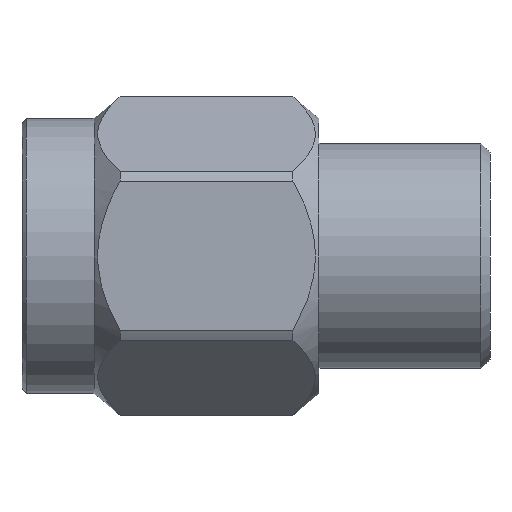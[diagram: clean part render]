
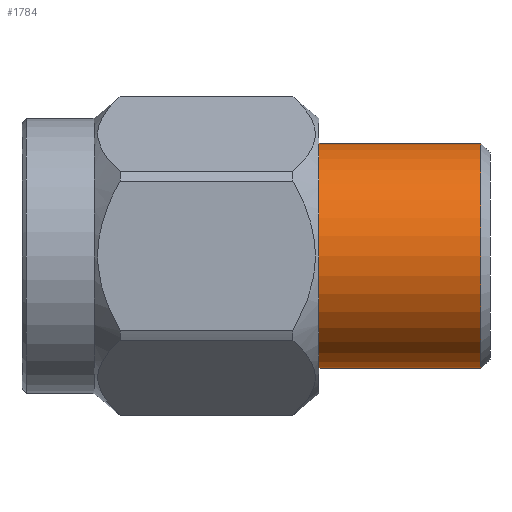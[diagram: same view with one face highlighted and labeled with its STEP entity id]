
A CAD part, front view. The second image highlights one B-rep face of the part: STEP entity #1784.
In plain terms, the highlighted cylindrical face has radius 3.175 mm (diameter 6.35 mm), a full revolution.
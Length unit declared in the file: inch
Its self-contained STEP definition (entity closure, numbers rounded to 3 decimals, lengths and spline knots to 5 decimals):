
#107 = AXIS2_PLACEMENT_3D ( 'NONE', #157, #1143, #2339 ) ;
#157 = CARTESIAN_POINT ( 'NONE',  ( 0.51, 0., 0. ) ) ;
#193 = AXIS2_PLACEMENT_3D ( 'NONE', #992, #1163, #1396 ) ;
#380 = FACE_OUTER_BOUND ( 'NONE', #1248, .T. ) ;
#654 = CARTESIAN_POINT ( 'NONE',  ( 0.51, 0., -0.125 ) ) ;
#688 = EDGE_CURVE ( 'NONE', #1744, #1744, #2080, .T. ) ;
#762 = CARTESIAN_POINT ( 'NONE',  ( 0.33, 0., 0. ) ) ;
#766 = CIRCLE ( 'NONE', #107, 0.125 ) ;
#770 = CARTESIAN_POINT ( 'NONE',  ( 0.33, 0., -0.125 ) ) ;
#982 = CYLINDRICAL_SURFACE ( 'NONE', #193, 0.125 ) ;
#992 = CARTESIAN_POINT ( 'NONE',  ( 1.39355, 0., 0. ) ) ;
#1143 = DIRECTION ( 'NONE',  ( -1., 0., 0. ) ) ;
#1148 = DIRECTION ( 'NONE',  ( 0., 0., -1. ) ) ;
#1163 = DIRECTION ( 'NONE',  ( -1., 0., 0. ) ) ;
#1248 = EDGE_LOOP ( 'NONE', ( #1310 ) ) ;
#1310 = ORIENTED_EDGE ( 'NONE', *, *, #688, .T. ) ;
#1396 = DIRECTION ( 'NONE',  ( 0., 0., 1. ) ) ;
#1593 = VERTEX_POINT ( 'NONE', #654 ) ;
#1744 = VERTEX_POINT ( 'NONE', #770 ) ;
#1784 = ADVANCED_FACE ( 'NONE', ( #2142, #380 ), #982, .T. ) ;
#2080 = CIRCLE ( 'NONE', #2245, 0.125 ) ;
#2140 = DIRECTION ( 'NONE',  ( 1., 0., 0. ) ) ;
#2142 = FACE_OUTER_BOUND ( 'NONE', #2429, .T. ) ;
#2245 = AXIS2_PLACEMENT_3D ( 'NONE', #762, #2140, #1148 ) ;
#2305 = ORIENTED_EDGE ( 'NONE', *, *, #2437, .T. ) ;
#2339 = DIRECTION ( 'NONE',  ( 0., 0., -1. ) ) ;
#2429 = EDGE_LOOP ( 'NONE', ( #2305 ) ) ;
#2437 = EDGE_CURVE ( 'NONE', #1593, #1593, #766, .T. ) ;
